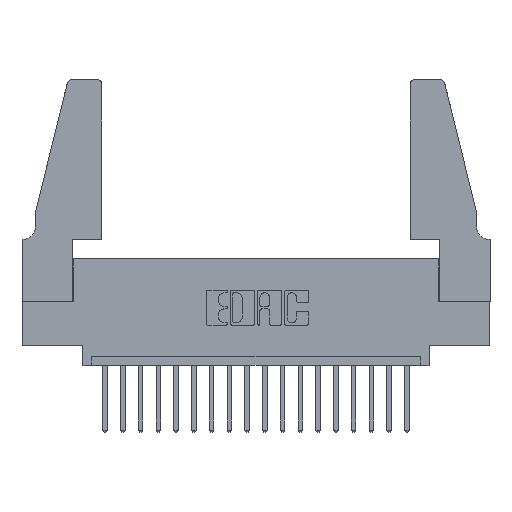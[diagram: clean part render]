
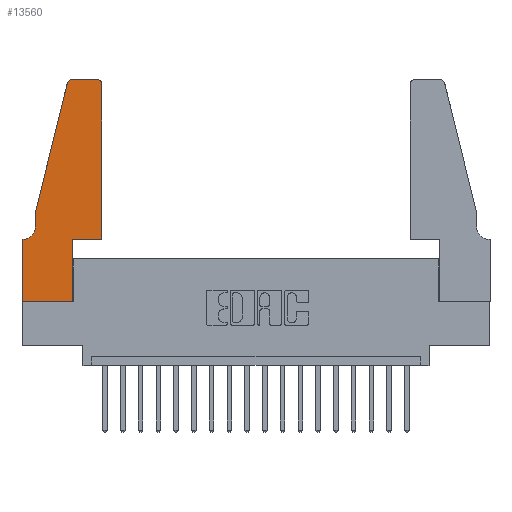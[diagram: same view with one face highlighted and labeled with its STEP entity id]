
A CAD part, top view. The second image highlights one B-rep face of the part: STEP entity #13560.
In plain terms, the highlighted planar face has unit normal (0, 0, 1).
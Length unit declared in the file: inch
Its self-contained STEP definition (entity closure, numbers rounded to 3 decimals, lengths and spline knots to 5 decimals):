
#199 = CARTESIAN_POINT ( 'NONE',  ( 0.2865, 0.35, 0.37 ) ) ;
#230 = EDGE_CURVE ( 'NONE', #7139, #17041, #16754, .T. ) ;
#460 = EDGE_CURVE ( 'NONE', #648, #17498, #3413, .T. ) ;
#631 = DIRECTION ( 'NONE',  ( 0., -1., 0. ) ) ;
#648 = VERTEX_POINT ( 'NONE', #8684 ) ;
#684 = ORIENTED_EDGE ( 'NONE', *, *, #460, .T. ) ;
#980 = VECTOR ( 'NONE', #17990, 39.37008 ) ;
#1108 = VERTEX_POINT ( 'NONE', #3291 ) ;
#1203 = EDGE_CURVE ( 'NONE', #2888, #648, #10518, .T. ) ;
#1452 = ORIENTED_EDGE ( 'NONE', *, *, #1203, .T. ) ;
#1752 = VECTOR ( 'NONE', #3553, 39.37008 ) ;
#1848 = ORIENTED_EDGE ( 'NONE', *, *, #3267, .T. ) ;
#2750 = DIRECTION ( 'NONE',  ( 0., 0., 1. ) ) ;
#2868 = CARTESIAN_POINT ( 'NONE',  ( 0.4505, 0.35, 0.37 ) ) ;
#2888 = VERTEX_POINT ( 'NONE', #15602 ) ;
#3253 = DIRECTION ( 'NONE',  ( 0., 0., 1. ) ) ;
#3267 = EDGE_CURVE ( 'NONE', #17498, #7139, #14559, .T. ) ;
#3291 = CARTESIAN_POINT ( 'NONE',  ( 0.2865, 0., 0.37 ) ) ;
#3413 = CIRCLE ( 'NONE', #15241, 0.03 ) ;
#3534 = VERTEX_POINT ( 'NONE', #5450 ) ;
#3553 = DIRECTION ( 'NONE',  ( -1., 0., 0. ) ) ;
#3687 = LINE ( 'NONE', #15717, #12672 ) ;
#3711 = ORIENTED_EDGE ( 'NONE', *, *, #230, .T. ) ;
#3742 = LINE ( 'NONE', #18372, #5826 ) ;
#3861 = ORIENTED_EDGE ( 'NONE', *, *, #8903, .T. ) ;
#3894 = ORIENTED_EDGE ( 'NONE', *, *, #12049, .T. ) ;
#4590 = CARTESIAN_POINT ( 'NONE',  ( 0.0055, 0.42, 0.37 ) ) ;
#4874 = VERTEX_POINT ( 'NONE', #14407 ) ;
#4931 = VERTEX_POINT ( 'NONE', #14518 ) ;
#5239 = ORIENTED_EDGE ( 'NONE', *, *, #10394, .T. ) ;
#5355 = ORIENTED_EDGE ( 'NONE', *, *, #9456, .T. ) ;
#5450 = CARTESIAN_POINT ( 'NONE',  ( 0.2865, 0.35, 0.37 ) ) ;
#5741 = VERTEX_POINT ( 'NONE', #16235 ) ;
#5826 = VECTOR ( 'NONE', #9585, 39.37008 ) ;
#5914 = EDGE_CURVE ( 'NONE', #17041, #9445, #14484, .T. ) ;
#6038 = LINE ( 'NONE', #15866, #12492 ) ;
#6228 = CARTESIAN_POINT ( 'NONE',  ( 0.284, 1.22, 0.37 ) ) ;
#6678 = FACE_OUTER_BOUND ( 'NONE', #12269, .T. ) ;
#6942 = DIRECTION ( 'NONE',  ( 1., 0., 0. ) ) ;
#7107 = PLANE ( 'NONE',  #9250 ) ;
#7139 = VERTEX_POINT ( 'NONE', #9063 ) ;
#7225 = DIRECTION ( 'NONE',  ( 0., 0., 1. ) ) ;
#7621 = CARTESIAN_POINT ( 'NONE',  ( 0.0755, 0.42, 0.37 ) ) ;
#7743 = CARTESIAN_POINT ( 'NONE',  ( 0.0755, 0.5, 0.37 ) ) ;
#8556 = CARTESIAN_POINT ( 'NONE',  ( 0., 0., 0.37 ) ) ;
#8684 = CARTESIAN_POINT ( 'NONE',  ( 0.284, 1.25, 0.37 ) ) ;
#8903 = EDGE_CURVE ( 'NONE', #9445, #5741, #12571, .T. ) ;
#9063 = CARTESIAN_POINT ( 'NONE',  ( 0.0755, 0.5, 0.37 ) ) ;
#9250 = AXIS2_PLACEMENT_3D ( 'NONE', #11697, #7225, #10044 ) ;
#9445 = VERTEX_POINT ( 'NONE', #11360 ) ;
#9456 = EDGE_CURVE ( 'NONE', #4874, #2888, #14147, .T. ) ;
#9585 = DIRECTION ( 'NONE',  ( 1., 0., 0. ) ) ;
#9813 = LINE ( 'NONE', #8556, #14409 ) ;
#10044 = DIRECTION ( 'NONE',  ( 1., 0., 0. ) ) ;
#10394 = EDGE_CURVE ( 'NONE', #4931, #1108, #3742, .T. ) ;
#10518 = LINE ( 'NONE', #10962, #1752 ) ;
#10845 = VECTOR ( 'NONE', #15603, 39.37008 ) ;
#10962 = CARTESIAN_POINT ( 'NONE',  ( 0.2605, 1.25, 0.37 ) ) ;
#11360 = CARTESIAN_POINT ( 'NONE',  ( 0.0055, 0.35, 0.37 ) ) ;
#11697 = CARTESIAN_POINT ( 'NONE',  ( 0., 0.35, 0.37 ) ) ;
#11759 = CARTESIAN_POINT ( 'NONE',  ( 0.4205, 1.22, 0.37 ) ) ;
#12049 = EDGE_CURVE ( 'NONE', #15989, #4874, #6038, .T. ) ;
#12269 = EDGE_LOOP ( 'NONE', ( #1452, #684, #1848, #3711, #18899, #3861, #13445, #5239, #14423, #17706, #3894, #5355 ) ) ;
#12492 = VECTOR ( 'NONE', #14780, 39.37008 ) ;
#12571 = LINE ( 'NONE', #17003, #16446 ) ;
#12672 = VECTOR ( 'NONE', #6942, 39.37008 ) ;
#12707 = EDGE_CURVE ( 'NONE', #1108, #3534, #17502, .T. ) ;
#12868 = VECTOR ( 'NONE', #631, 39.37008 ) ;
#13025 = EDGE_CURVE ( 'NONE', #3534, #15989, #3687, .T. ) ;
#13445 = ORIENTED_EDGE ( 'NONE', *, *, #17504, .T. ) ;
#13560 = ADVANCED_FACE ( 'NONE', ( #6678 ), #7107, .T. ) ;
#13873 = CARTESIAN_POINT ( 'NONE',  ( 0.0755, 0.5, 0.37 ) ) ;
#13887 = DIRECTION ( 'NONE',  ( 1., 0., 0. ) ) ;
#14147 = CIRCLE ( 'NONE', #14219, 0.03 ) ;
#14219 = AXIS2_PLACEMENT_3D ( 'NONE', #11759, #2750, #13887 ) ;
#14386 = DIRECTION ( 'NONE',  ( 0., -1., 0. ) ) ;
#14407 = CARTESIAN_POINT ( 'NONE',  ( 0.4505, 1.22, 0.37 ) ) ;
#14409 = VECTOR ( 'NONE', #14386, 39.37008 ) ;
#14423 = ORIENTED_EDGE ( 'NONE', *, *, #12707, .T. ) ;
#14484 = CIRCLE ( 'NONE', #15896, 0.07 ) ;
#14518 = CARTESIAN_POINT ( 'NONE',  ( 0., 0., 0.37 ) ) ;
#14559 = LINE ( 'NONE', #7743, #980 ) ;
#14780 = DIRECTION ( 'NONE',  ( 0., 1., 0. ) ) ;
#15030 = DIRECTION ( 'NONE',  ( 0., 0., -1. ) ) ;
#15241 = AXIS2_PLACEMENT_3D ( 'NONE', #6228, #3253, #18075 ) ;
#15424 = CARTESIAN_POINT ( 'NONE',  ( 0.25487, 1.22718, 0.37 ) ) ;
#15602 = CARTESIAN_POINT ( 'NONE',  ( 0.4205, 1.25, 0.37 ) ) ;
#15603 = DIRECTION ( 'NONE',  ( 0., 1., 0. ) ) ;
#15717 = CARTESIAN_POINT ( 'NONE',  ( 0.4505, 0.35, 0.37 ) ) ;
#15866 = CARTESIAN_POINT ( 'NONE',  ( 0.4505, 0.35, 0.37 ) ) ;
#15896 = AXIS2_PLACEMENT_3D ( 'NONE', #4590, #15030, #16490 ) ;
#15989 = VERTEX_POINT ( 'NONE', #2868 ) ;
#16235 = CARTESIAN_POINT ( 'NONE',  ( 0., 0.35, 0.37 ) ) ;
#16446 = VECTOR ( 'NONE', #18650, 39.37008 ) ;
#16490 = DIRECTION ( 'NONE',  ( -1., 0., 0. ) ) ;
#16754 = LINE ( 'NONE', #13873, #12868 ) ;
#17003 = CARTESIAN_POINT ( 'NONE',  ( 0.0755, 0.35, 0.37 ) ) ;
#17041 = VERTEX_POINT ( 'NONE', #7621 ) ;
#17498 = VERTEX_POINT ( 'NONE', #15424 ) ;
#17502 = LINE ( 'NONE', #199, #10845 ) ;
#17504 = EDGE_CURVE ( 'NONE', #5741, #4931, #9813, .T. ) ;
#17706 = ORIENTED_EDGE ( 'NONE', *, *, #13025, .T. ) ;
#17990 = DIRECTION ( 'NONE',  ( -0.239, -0.971, 0. ) ) ;
#18075 = DIRECTION ( 'NONE',  ( 1., 0., 0. ) ) ;
#18372 = CARTESIAN_POINT ( 'NONE',  ( 0., 0., 0.37 ) ) ;
#18650 = DIRECTION ( 'NONE',  ( -1., 0., 0. ) ) ;
#18899 = ORIENTED_EDGE ( 'NONE', *, *, #5914, .T. ) ;
